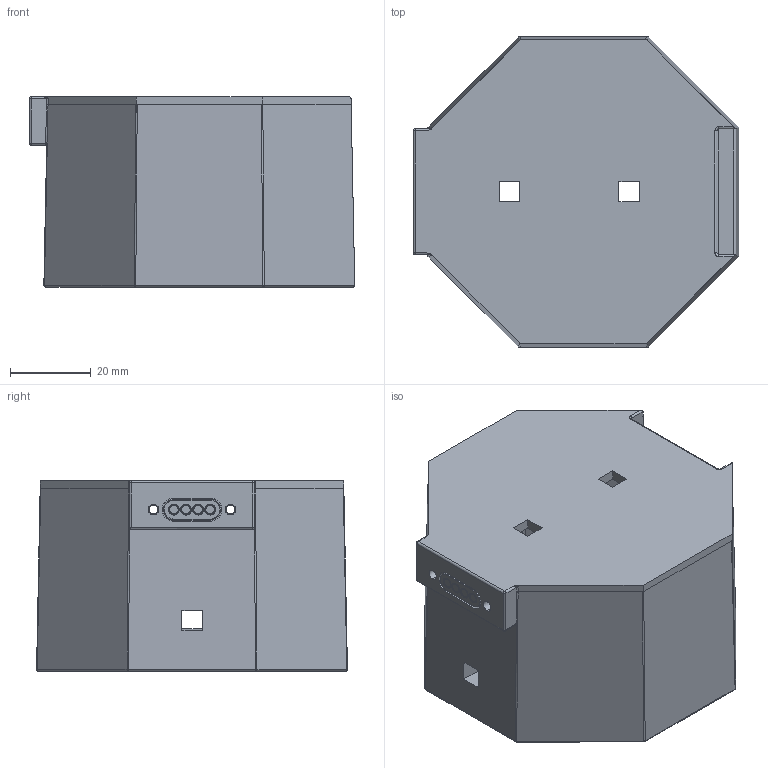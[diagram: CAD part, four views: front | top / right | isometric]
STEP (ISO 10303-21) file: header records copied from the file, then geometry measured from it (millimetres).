
FILE_DESCRIPTION (( 'STEP AP214' ), '1' );
FILE_NAME ('blocprog_seul.STEP', '2017-06-24T21:31:16', ( 'babas' ), ( 'WORLDCOMPANY' ), 'SwSTEP 2.0', 'SolidWorks 2015', '' );
FILE_SCHEMA (( 'AUTOMOTIVE_DESIGN' ));
Length unit declared in the file: millimetre
Products named in the file (5): land body_4 hole_mini; contact land_sd_mini; block; SWIFT DOCK MINI-4-L; blocprog_seul
Assembly tree (7 placements, depth 3):
  blocprog_seul
    block
    SWIFT DOCK MINI-4-L
      land body_4 hole_mini
      contact land_sd_mini  x4
Bounding box: 80.39 x 76.79 x 47 mm (x, y, z)
Volume: 62674 mm3; surface area: 33604.6 mm2
Topology: 6 solids, 6 shells, 568 faces, 1378 edges, 824 vertices
Faces by surface type: cylinder 211, plane 117, cone 87, bspline 84, torus 43, sphere 26
Entity records: 17734 total; most frequent: CARTESIAN_POINT 4646, ORIENTED_EDGE 2408, DIRECTION 2382, EDGE_CURVE 1204, AXIS2_PLACEMENT_3D 948, VERTEX_POINT 728, EDGE_LOOP 542, CIRCLE 525
